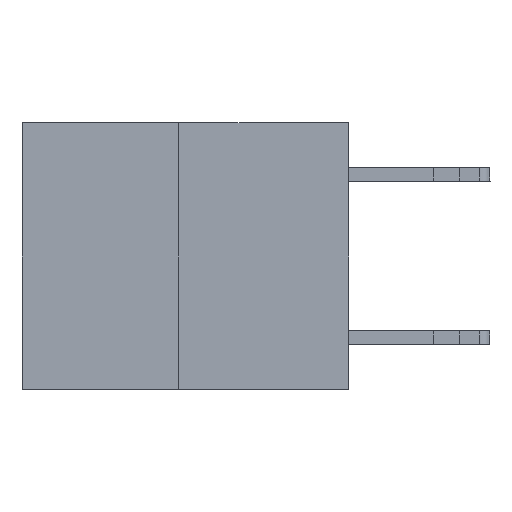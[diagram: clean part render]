
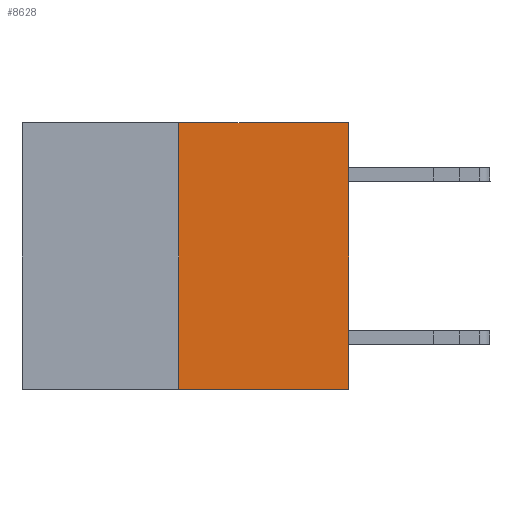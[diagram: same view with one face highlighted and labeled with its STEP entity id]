
A CAD part, left-side view. The second image highlights one B-rep face of the part: STEP entity #8628.
In plain terms, the highlighted planar face has unit normal (-1, 0, 0).
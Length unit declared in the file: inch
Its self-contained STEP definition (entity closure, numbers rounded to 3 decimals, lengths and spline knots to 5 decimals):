
#167 = DIRECTION ( 'NONE',  ( 0., -1., 0. ) ) ;
#500 = DIRECTION ( 'NONE',  ( 0., 0., 1. ) ) ;
#1366 = ORIENTED_EDGE ( 'NONE', *, *, #7405, .T. ) ;
#2319 = ORIENTED_EDGE ( 'NONE', *, *, #6934, .F. ) ;
#2369 = CARTESIAN_POINT ( 'NONE',  ( 0., 0.312, -0.49 ) ) ;
#2742 = CARTESIAN_POINT ( 'NONE',  ( 0., 0.312, 0. ) ) ;
#3301 = VECTOR ( 'NONE', #500, 39.37008 ) ;
#3972 = ORIENTED_EDGE ( 'NONE', *, *, #17929, .T. ) ;
#4323 = VECTOR ( 'NONE', #167, 39.37008 ) ;
#4971 = VERTEX_POINT ( 'NONE', #20056 ) ;
#5061 = VERTEX_POINT ( 'NONE', #2742 ) ;
#6352 = VERTEX_POINT ( 'NONE', #18934 ) ;
#6934 = EDGE_CURVE ( 'NONE', #5061, #4971, #13628, .T. ) ;
#7050 = VECTOR ( 'NONE', #13671, 39.37008 ) ;
#7405 = EDGE_CURVE ( 'NONE', #6352, #4971, #11079, .T. ) ;
#8422 = DIRECTION ( 'NONE',  ( 0., 0., -1. ) ) ;
#8628 = ADVANCED_FACE ( 'NONE', ( #16606 ), #19278, .F. ) ;
#9246 = LINE ( 'NONE', #13893, #7050 ) ;
#9962 = VECTOR ( 'NONE', #21284, 39.37008 ) ;
#10173 = EDGE_LOOP ( 'NONE', ( #13131, #3972, #1366, #2319 ) ) ;
#11079 = LINE ( 'NONE', #16600, #3301 ) ;
#12047 = DIRECTION ( 'NONE',  ( 1., 0., 0. ) ) ;
#12284 = CARTESIAN_POINT ( 'NONE',  ( 0., 0.6, 0. ) ) ;
#12380 = AXIS2_PLACEMENT_3D ( 'NONE', #12284, #12047, #8422 ) ;
#13131 = ORIENTED_EDGE ( 'NONE', *, *, #13257, .F. ) ;
#13257 = EDGE_CURVE ( 'NONE', #18768, #5061, #9246, .T. ) ;
#13628 = LINE ( 'NONE', #17717, #9962 ) ;
#13671 = DIRECTION ( 'NONE',  ( 0., 0., 1. ) ) ;
#13893 = CARTESIAN_POINT ( 'NONE',  ( 0., 0.312, -0.49 ) ) ;
#16600 = CARTESIAN_POINT ( 'NONE',  ( 0., 0., 0. ) ) ;
#16606 = FACE_OUTER_BOUND ( 'NONE', #10173, .T. ) ;
#17717 = CARTESIAN_POINT ( 'NONE',  ( 0., 0.6, 0. ) ) ;
#17929 = EDGE_CURVE ( 'NONE', #18768, #6352, #18798, .T. ) ;
#18047 = CARTESIAN_POINT ( 'NONE',  ( 0., 0.6, -0.49 ) ) ;
#18768 = VERTEX_POINT ( 'NONE', #2369 ) ;
#18798 = LINE ( 'NONE', #18047, #4323 ) ;
#18934 = CARTESIAN_POINT ( 'NONE',  ( 0., 0., -0.49 ) ) ;
#19278 = PLANE ( 'NONE',  #12380 ) ;
#20056 = CARTESIAN_POINT ( 'NONE',  ( 0., 0., 0. ) ) ;
#21284 = DIRECTION ( 'NONE',  ( 0., -1., 0. ) ) ;
